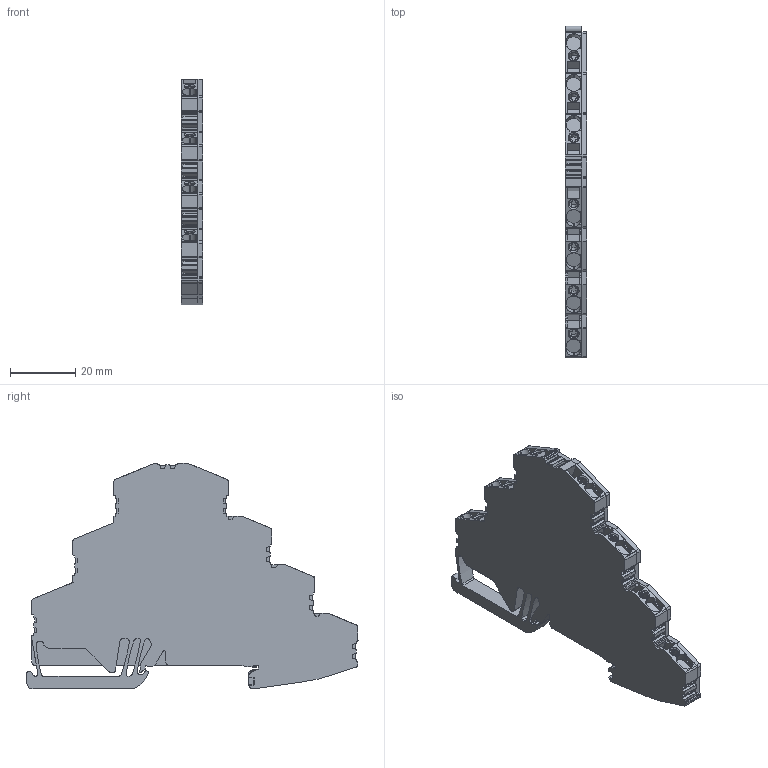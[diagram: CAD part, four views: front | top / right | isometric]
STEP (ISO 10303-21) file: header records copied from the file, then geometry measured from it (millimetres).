
FILE_DESCRIPTION(('CATIA V5 STEP Exchange','CAx-IF Rec.Pracs.--- Model Styling and Organization---1.5--- 2016-08-15','CAx-IF Rec.Pracs.---Supplemental Geometry---1.0---2011-11-01','CAx-IF Rec.Pracs.--- Composite Materials ---1.1---2010-07-15'),'2;1');
FILE_NAME ('003838-2_0', '2025-09-19T07:18:59+00:00', ('none'), ('Weidmueller'), 'CATIA Version 5-6 Release 2024 SP4', 'CATIA V5 STEP AP214 v3', 'none');
FILE_SCHEMA(('AUTOMOTIVE_DESIGN { 1 0 10303 214 1 1 1 1 }'));
Length unit declared in the file: millimetre
Products named in the file (1): 46152_ZMAK2.5_690V_AllCATPart
Bounding box: 6.6 x 101.88 x 69.25 mm (x, y, z)
Volume: 26494.5 mm3; surface area: 21312.6 mm2
Topology: 4 solids, 11 shells, 970 faces, 2864 edges, 1929 vertices
Faces by surface type: plane 587, cylinder 368, cone 15
Entity records: 31494 total; most frequent: CARTESIAN_POINT 6591, ORIENTED_EDGE 5728, DIRECTION 4249, EDGE_CURVE 2864, VECTOR 1968, LINE 1968, VERTEX_POINT 1929, AXIS2_PLACEMENT_3D 1492
